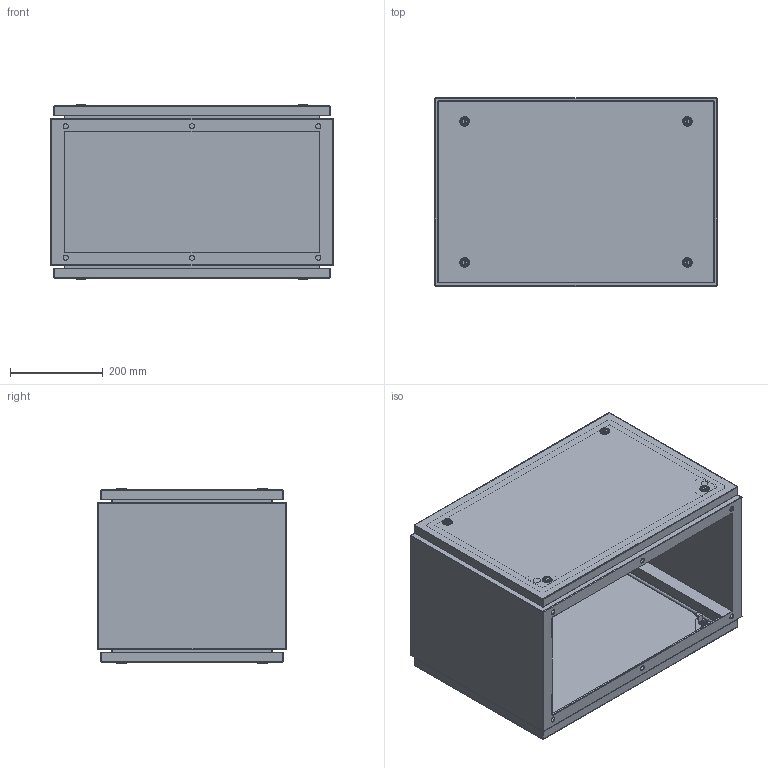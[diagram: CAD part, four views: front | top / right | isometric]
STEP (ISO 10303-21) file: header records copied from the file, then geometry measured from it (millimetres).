
FILE_DESCRIPTION (( 'STEP AP214' ), '1' );
FILE_NAME ('SCE-14T.STEP', '2021-01-24T14:13:50', ( '' ), ( '' ), 'SwSTEP 2.0', 'SolidWorks 2019', '' );
FILE_SCHEMA (( 'AUTOMOTIVE_DESIGN' ));
Length unit declared in the file: inch
Products named in the file (1): SCE-14T
Bounding box: 609.6 x 406.4 x 379.06 mm (x, y, z)
Volume: 2462279.8 mm3; surface area: 2679996.4 mm2
Topology: 49 solids, 49 shells, 2898 faces, 7254 edges, 4476 vertices
Faces by surface type: plane 1424, cylinder 1154, bspline 176, torus 72, cone 56, sphere 16
Full cylindrical faces by diameter (mm): 4.2 x8, 4.8 x8, 8 x8, 8.1 x8, 9.2 x8, 10.8 x8, 11.112 x2, 11.113 x4, 11.8 x8, 12 x8, 14 x8, 16.1 x8, 20 x8, 21 x8
Entity records: 126290 total; most frequent: CARTESIAN_POINT 21255, ORIENTED_EDGE 14032, DIRECTION 14002, EDGE_CURVE 7016, AXIS2_PLACEMENT_3D 4927, VERTEX_POINT 4420, VECTOR 4148, LINE 4148
